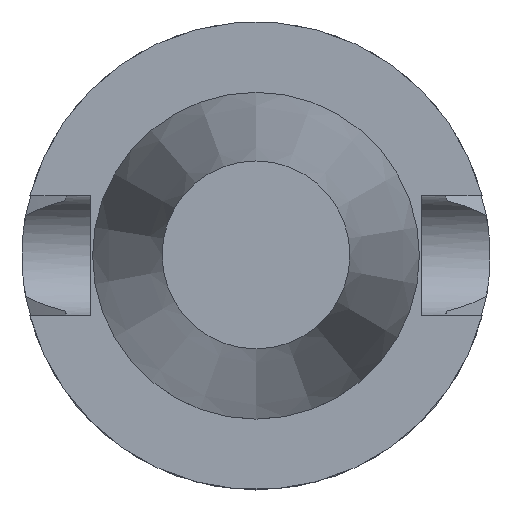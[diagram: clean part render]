
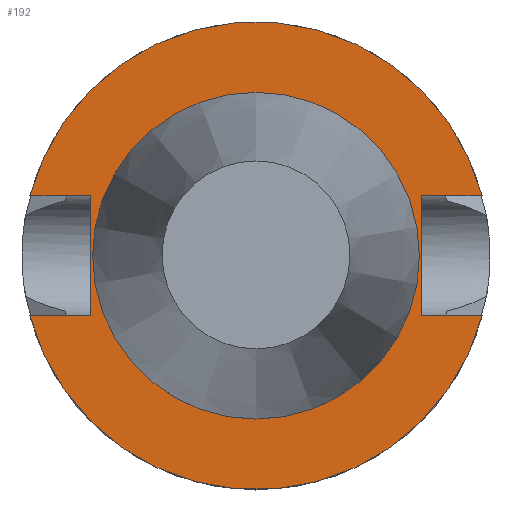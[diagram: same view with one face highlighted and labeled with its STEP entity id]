
A CAD part, top view. The second image highlights one B-rep face of the part: STEP entity #192.
In plain terms, the highlighted planar face has unit normal (0, 0, 1).
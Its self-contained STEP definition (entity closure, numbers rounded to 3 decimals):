
#120=EDGE_CURVE('240[2]',#358,#359,#360,.T.);
#127=EDGE_CURVE('240[2]',#370,#371,#372,.T.);
#182=EDGE_CURVE('240[2]',#371,#405,#455,.T.);
#192=ADVANCED_FACE('240[2]',(#469,#470),#471,.T.);
#228=EDGE_CURVE('240[2]',#359,#370,#523,.T.);
#233=EDGE_CURVE('240[2]',#426,#358,#531,.T.);
#237=EDGE_CURVE('240[2]',#405,#537,#538,.T.);
#239=EDGE_CURVE('240[2]',#540,#540,#541,.T.);
#247=EDGE_CURVE('240[2]',#537,#534,#551,.T.);
#278=EDGE_CURVE('240[2]',#534,#426,#588,.T.);
#358=VERTEX_POINT('',#687);
#359=VERTEX_POINT('',#688);
#360=LINE('',#689,#690);
#370=VERTEX_POINT('',#704);
#371=VERTEX_POINT('',#705);
#372=LINE('',#706,#707);
#405=VERTEX_POINT('',#777);
#426=VERTEX_POINT('',#881);
#455=CIRCLE('',#948,50.0);
#469=FACE_OUTER_BOUND('',#966,.T.);
#470=FACE_BOUND('',#967,.T.);
#471=PLANE('',#968);
#523=LINE('',#1062,#1063);
#531=CIRCLE('',#1073,50.0);
#534=VERTEX_POINT('',#1077);
#537=VERTEX_POINT('',#1082);
#538=LINE('',#1083,#1084);
#540=VERTEX_POINT('',#1087);
#541=CIRCLE('',#1088,34.925);
#551=LINE('',#1169,#1170);
#588=LINE('',#1233,#1234);
#687=CARTESIAN_POINT('',(-48.321,12.85,-1.5));
#688=CARTESIAN_POINT('',(-35.4,12.85,-1.5));
#689=CARTESIAN_POINT('',(-17.7,12.85,-1.5));
#690=VECTOR('',#1377,1.0);
#704=CARTESIAN_POINT('',(-35.4,-12.85,-1.5));
#705=CARTESIAN_POINT('',(-48.321,-12.85,-1.5));
#706=CARTESIAN_POINT('',(-17.7,-12.85,-1.5));
#707=VECTOR('',#1384,1.0);
#777=CARTESIAN_POINT('',(48.321,-12.85,-1.5));
#881=CARTESIAN_POINT('',(48.321,12.85,-1.5));
#948=AXIS2_PLACEMENT_3D('',#1453,#1454,#1455);
#966=EDGE_LOOP('',(#1471,#1472,#1473,#1474,#1475,#1476,#1477,#1478));
#967=EDGE_LOOP('',(#1479));
#968=AXIS2_PLACEMENT_3D('',#1480,#1481,#1482);
#1062=CARTESIAN_POINT('',(-35.4,14.806,-1.5));
#1063=VECTOR('',#1546,1.0);
#1073=AXIS2_PLACEMENT_3D('',#1555,#1556,#1557);
#1077=CARTESIAN_POINT('',(35.4,12.85,-1.5));
#1082=CARTESIAN_POINT('',(35.4,-12.85,-1.5));
#1083=CARTESIAN_POINT('',(17.7,-12.85,-1.5));
#1084=VECTOR('',#1559,1.0);
#1087=CARTESIAN_POINT('',(0.,34.925,-1.5));
#1088=AXIS2_PLACEMENT_3D('',#1560,#1561,#1562);
#1169=CARTESIAN_POINT('',(35.4,21.231,-1.5));
#1170=VECTOR('',#1565,1.0);
#1233=CARTESIAN_POINT('',(17.7,12.85,-1.5));
#1234=VECTOR('',#1610,1.0);
#1377=DIRECTION('',(1.0,0.0,0.));
#1384=DIRECTION('',(-1.0,0.0,0.));
#1453=CARTESIAN_POINT('',(0.,0.,-1.5));
#1454=DIRECTION('',(0.,0.,1.0));
#1455=DIRECTION('',(0.,1.0,0.));
#1471=ORIENTED_EDGE('',*,*,#127,.T.);
#1472=ORIENTED_EDGE('',*,*,#182,.T.);
#1473=ORIENTED_EDGE('',*,*,#237,.T.);
#1474=ORIENTED_EDGE('',*,*,#247,.T.);
#1475=ORIENTED_EDGE('',*,*,#278,.T.);
#1476=ORIENTED_EDGE('',*,*,#233,.T.);
#1477=ORIENTED_EDGE('',*,*,#120,.T.);
#1478=ORIENTED_EDGE('',*,*,#228,.T.);
#1479=ORIENTED_EDGE('',*,*,#239,.F.);
#1480=CARTESIAN_POINT('',(0.,42.463,-1.5));
#1481=DIRECTION('',(0.,0.,1.0));
#1482=DIRECTION('',(1.0,0.,0.0));
#1546=DIRECTION('',(-0.0,-1.0,0.));
#1555=CARTESIAN_POINT('',(0.,0.,-1.5));
#1556=DIRECTION('',(0.,0.,1.0));
#1557=DIRECTION('',(0.,1.0,0.));
#1559=DIRECTION('',(-1.0,0.0,0.));
#1560=CARTESIAN_POINT('',(0.,0.,-1.5));
#1561=DIRECTION('',(0.,0.,1.0));
#1562=DIRECTION('',(0.,1.0,0.));
#1565=DIRECTION('',(-0.0,1.0,0.));
#1610=DIRECTION('',(1.0,0.0,0.));
